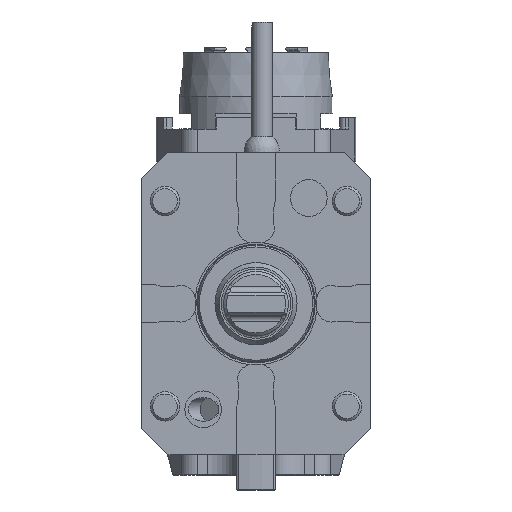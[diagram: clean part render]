
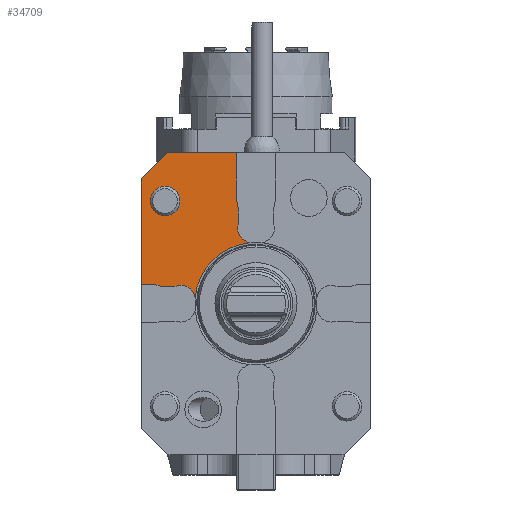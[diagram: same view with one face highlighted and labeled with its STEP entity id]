
A CAD part, front view. The second image highlights one B-rep face of the part: STEP entity #34709.
In plain terms, the highlighted planar face has unit normal (0, -1, 0).
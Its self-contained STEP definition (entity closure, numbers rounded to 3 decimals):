
#755 = DIRECTION ( 'NONE',  ( 0., 0., 1. ) ) ;
#932 = DIRECTION ( 'NONE',  ( 0., -1., 0. ) ) ;
#2216 = CARTESIAN_POINT ( 'NONE',  ( -32.7, -100., 6. ) ) ;
#2858 = DIRECTION ( 'NONE',  ( 0., 0., 1. ) ) ;
#3149 = DIRECTION ( 'NONE',  ( 0., 0., -1. ) ) ;
#3201 = CARTESIAN_POINT ( 'NONE',  ( -31., -100., 30. ) ) ;
#3500 = DIRECTION ( 'NONE',  ( -1., 0., 0. ) ) ;
#3628 = DIRECTION ( 'NONE',  ( 0., 0., -1. ) ) ;
#4916 = CARTESIAN_POINT ( 'NONE',  ( -34.879, -100., 6.5 ) ) ;
#4975 = ORIENTED_EDGE ( 'NONE', *, *, #18050, .F. ) ;
#5114 = CARTESIAN_POINT ( 'NONE',  ( -1.5, -100., 34.879 ) ) ;
#5459 = VECTOR ( 'NONE', #3500, 1000. ) ;
#5590 = LINE ( 'NONE', #7906, #27146 ) ;
#5644 = CARTESIAN_POINT ( 'NONE',  ( -34.879, -100., 6.5 ) ) ;
#5673 = DIRECTION ( 'NONE',  ( 0., -1., 0. ) ) ;
#6111 = VECTOR ( 'NONE', #3149, 1000. ) ;
#6261 = CARTESIAN_POINT ( 'NONE',  ( -31., -100., 35. ) ) ;
#6404 = EDGE_CURVE ( 'NONE', #9043, #11298, #13838, .T. ) ;
#6473 = VERTEX_POINT ( 'NONE', #17433 ) ;
#7876 = CIRCLE ( 'NONE', #35315, 5. ) ;
#7906 = CARTESIAN_POINT ( 'NONE',  ( -6.5, -100., 51.5 ) ) ;
#8198 = VERTEX_POINT ( 'NONE', #23603 ) ;
#8283 = DIRECTION ( 'NONE',  ( 0., 0., -1. ) ) ;
#8305 = CARTESIAN_POINT ( 'NONE',  ( -39., -100., 51.5 ) ) ;
#8480 = DIRECTION ( 'NONE',  ( 1., 0., 0. ) ) ;
#9043 = VERTEX_POINT ( 'NONE', #4916 ) ;
#9529 = VERTEX_POINT ( 'NONE', #24365 ) ;
#10275 = AXIS2_PLACEMENT_3D ( 'NONE', #33333, #27437, #8283 ) ;
#10550 = CARTESIAN_POINT ( 'NONE',  ( -6.5, -100., 51.5 ) ) ;
#10749 = VERTEX_POINT ( 'NONE', #20858 ) ;
#10945 = FACE_OUTER_BOUND ( 'NONE', #29433, .T. ) ;
#11021 = VERTEX_POINT ( 'NONE', #25597 ) ;
#11031 = CARTESIAN_POINT ( 'NONE',  ( -34.879, -100., 1.5 ) ) ;
#11298 = VERTEX_POINT ( 'NONE', #25555 ) ;
#11529 = ORIENTED_EDGE ( 'NONE', *, *, #31405, .F. ) ;
#12423 = CARTESIAN_POINT ( 'NONE',  ( -39., -100., 42.5 ) ) ;
#12734 = CARTESIAN_POINT ( 'NONE',  ( -1.25, -100., 25.7 ) ) ;
#12874 = EDGE_CURVE ( 'NONE', #29966, #9043, #35112, .T. ) ;
#12880 = VECTOR ( 'NONE', #8480, 1000. ) ;
#13490 = EDGE_LOOP ( 'NONE', ( #14863 ) ) ;
#13605 = CARTESIAN_POINT ( 'NONE',  ( -85.75, -100., -4.25 ) ) ;
#13838 = LINE ( 'NONE', #5644, #5459 ) ;
#14442 = ORIENTED_EDGE ( 'NONE', *, *, #12874, .F. ) ;
#14706 = AXIS2_PLACEMENT_3D ( 'NONE', #12734, #23670, #34588 ) ;
#14863 = ORIENTED_EDGE ( 'NONE', *, *, #21306, .F. ) ;
#16105 = LINE ( 'NONE', #13605, #34072 ) ;
#16975 = CARTESIAN_POINT ( 'NONE',  ( 0., -100., 0. ) ) ;
#17433 = CARTESIAN_POINT ( 'NONE',  ( -27.261, -100., 6. ) ) ;
#17706 = CIRCLE ( 'NONE', #24028, 20.89 ) ;
#18050 = EDGE_CURVE ( 'NONE', #25209, #24084, #32835, .T. ) ;
#18459 = EDGE_CURVE ( 'NONE', #20824, #25209, #16105, .T. ) ;
#18499 = DIRECTION ( 'NONE',  ( 0., 0., -1. ) ) ;
#18737 = AXIS2_PLACEMENT_3D ( 'NONE', #29638, #5673, #32859 ) ;
#19654 = AXIS2_PLACEMENT_3D ( 'NONE', #11031, #27690, #2858 ) ;
#19868 = CARTESIAN_POINT ( 'NONE',  ( -6., -100., 32.7 ) ) ;
#19909 = CARTESIAN_POINT ( 'NONE',  ( -39., -100., 0. ) ) ;
#20193 = EDGE_CURVE ( 'NONE', #28671, #11021, #34186, .T. ) ;
#20824 = VERTEX_POINT ( 'NONE', #12423 ) ;
#20858 = CARTESIAN_POINT ( 'NONE',  ( -2.139, -100., 20.78 ) ) ;
#21048 = ORIENTED_EDGE ( 'NONE', *, *, #27835, .F. ) ;
#21067 = EDGE_CURVE ( 'NONE', #11021, #10749, #33019, .T. ) ;
#21306 = EDGE_CURVE ( 'NONE', #33219, #33219, #7876, .T. ) ;
#21781 = ORIENTED_EDGE ( 'NONE', *, *, #27797, .F. ) ;
#22376 = CARTESIAN_POINT ( 'NONE',  ( -6., -100., 32.7 ) ) ;
#22399 = FACE_BOUND ( 'NONE', #13490, .T. ) ;
#22510 = ORIENTED_EDGE ( 'NONE', *, *, #29452, .T. ) ;
#22626 = ORIENTED_EDGE ( 'NONE', *, *, #22824, .F. ) ;
#22768 = EDGE_CURVE ( 'NONE', #8198, #10749, #17706, .T. ) ;
#22824 = EDGE_CURVE ( 'NONE', #9529, #28671, #27995, .T. ) ;
#23047 = ORIENTED_EDGE ( 'NONE', *, *, #20193, .F. ) ;
#23603 = CARTESIAN_POINT ( 'NONE',  ( -20.78, -100., 2.139 ) ) ;
#23670 = DIRECTION ( 'NONE',  ( 0., -1., 0. ) ) ;
#23701 = VECTOR ( 'NONE', #24219, 1000. ) ;
#24028 = AXIS2_PLACEMENT_3D ( 'NONE', #16975, #25217, #755 ) ;
#24084 = VERTEX_POINT ( 'NONE', #10550 ) ;
#24219 = DIRECTION ( 'NONE',  ( -1., 0., 0. ) ) ;
#24255 = ORIENTED_EDGE ( 'NONE', *, *, #21067, .F. ) ;
#24365 = CARTESIAN_POINT ( 'NONE',  ( -6.5, -100., 34.879 ) ) ;
#24378 = DIRECTION ( 'NONE',  ( 0.707, 0., 0.707 ) ) ;
#25209 = VERTEX_POINT ( 'NONE', #31121 ) ;
#25217 = DIRECTION ( 'NONE',  ( 0., 1., 0. ) ) ;
#25555 = CARTESIAN_POINT ( 'NONE',  ( -39., -100., 6.5 ) ) ;
#25597 = CARTESIAN_POINT ( 'NONE',  ( -6., -100., 27.261 ) ) ;
#27146 = VECTOR ( 'NONE', #32420, 1000. ) ;
#27437 = DIRECTION ( 'NONE',  ( 0., -1., 0. ) ) ;
#27690 = DIRECTION ( 'NONE',  ( 0., -1., 0. ) ) ;
#27797 = EDGE_CURVE ( 'NONE', #6473, #29966, #34937, .T. ) ;
#27835 = EDGE_CURVE ( 'NONE', #24084, #9529, #5590, .T. ) ;
#27995 = CIRCLE ( 'NONE', #33139, 5. ) ;
#28671 = VERTEX_POINT ( 'NONE', #22376 ) ;
#29021 = ORIENTED_EDGE ( 'NONE', *, *, #6404, .F. ) ;
#29433 = EDGE_LOOP ( 'NONE', ( #32014, #22510, #29021, #14442, #21781, #11529, #32827, #24255, #23047, #22626, #21048, #4975 ) ) ;
#29452 = EDGE_CURVE ( 'NONE', #20824, #11298, #33346, .T. ) ;
#29638 = CARTESIAN_POINT ( 'NONE',  ( -25.7, -100., 1.25 ) ) ;
#29966 = VERTEX_POINT ( 'NONE', #2216 ) ;
#30387 = DIRECTION ( 'NONE',  ( 0., 0., -1. ) ) ;
#31121 = CARTESIAN_POINT ( 'NONE',  ( -30., -100., 51.5 ) ) ;
#31405 = EDGE_CURVE ( 'NONE', #8198, #6473, #32476, .T. ) ;
#31921 = VECTOR ( 'NONE', #3628, 1000. ) ;
#32014 = ORIENTED_EDGE ( 'NONE', *, *, #18459, .F. ) ;
#32117 = DIRECTION ( 'NONE',  ( 0., -1., 0. ) ) ;
#32420 = DIRECTION ( 'NONE',  ( 0., 0., -1. ) ) ;
#32476 = CIRCLE ( 'NONE', #18737, 5. ) ;
#32813 = PLANE ( 'NONE',  #10275 ) ;
#32827 = ORIENTED_EDGE ( 'NONE', *, *, #22768, .T. ) ;
#32835 = LINE ( 'NONE', #8305, #12880 ) ;
#32859 = DIRECTION ( 'NONE',  ( 0., 0., -1. ) ) ;
#33019 = CIRCLE ( 'NONE', #14706, 5. ) ;
#33139 = AXIS2_PLACEMENT_3D ( 'NONE', #5114, #32117, #18499 ) ;
#33219 = VERTEX_POINT ( 'NONE', #3201 ) ;
#33333 = CARTESIAN_POINT ( 'NONE',  ( 0., -100., -90. ) ) ;
#33346 = LINE ( 'NONE', #19909, #6111 ) ;
#34072 = VECTOR ( 'NONE', #24378, 1000. ) ;
#34186 = LINE ( 'NONE', #19868, #31921 ) ;
#34588 = DIRECTION ( 'NONE',  ( 0., 0., -1. ) ) ;
#34709 = ADVANCED_FACE ( 'Defeature completata1_35', ( #22399, #10945 ), #32813, .T. ) ;
#34771 = CARTESIAN_POINT ( 'NONE',  ( -27.261, -100., 6. ) ) ;
#34937 = LINE ( 'NONE', #34771, #23701 ) ;
#35112 = CIRCLE ( 'NONE', #19654, 5. ) ;
#35315 = AXIS2_PLACEMENT_3D ( 'NONE', #6261, #932, #30387 ) ;
